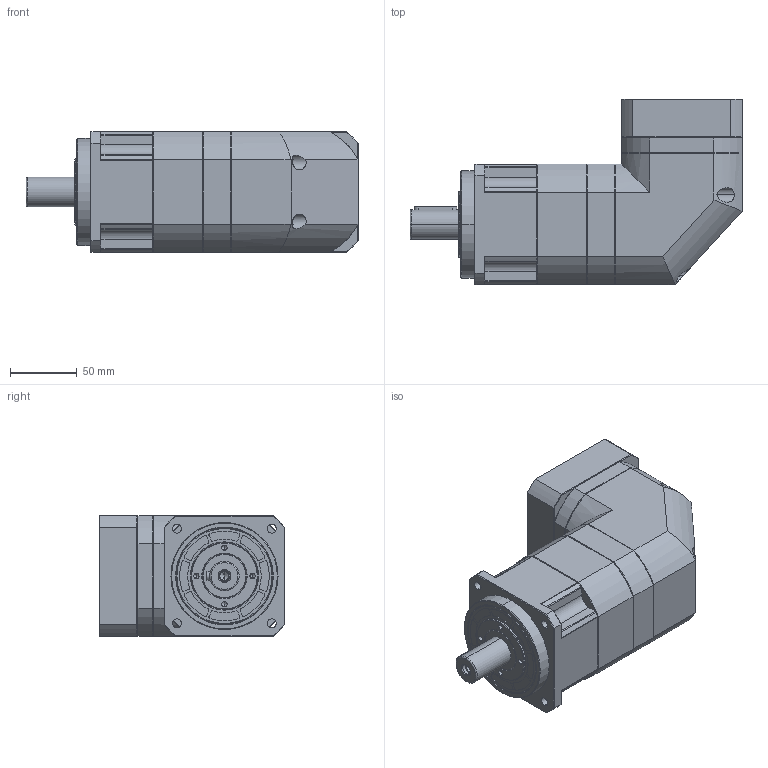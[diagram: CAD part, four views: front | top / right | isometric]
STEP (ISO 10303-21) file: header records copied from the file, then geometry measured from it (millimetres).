
FILE_DESCRIPTION((''),'2;1');
FILE_NAME('ASM0001_ASM','2024-06-17T09:48:27',('mayn'),(''),'CREO PARAMETRIC BY PTC INC, 2020053','CREO PARAMETRIC BY PTC INC, 2020053','');
FILE_SCHEMA(('CONFIG_CONTROL_DESIGN'));
Length unit declared in the file: millimetre
Products named in the file (21): HEXAGON_SOCKET_HEAD_CAP_SCR-935; HEX_SOCKET_SET_SCREWS_WITH_FLAT; SPRING_LOCK_WASHERS--NORM-20979; SPRING_LOCK_WASHERS--NORMAL-834; HEXAGON_SOCKET_HEAD_CAP_S-20932; ABR90190001; ABR900001; 40X50X500; ABR900002; ABR900003; HEXAGON_SOCKET_HEAD_CAP_S-11186; AKB90_D80-M6-100F90001; ABR900004; __10001; 500; _KB900001_ASM; HEXAGON_SOCKET_HEAD_CAP_SCR-884; AKB900001; ABR90L2-80-19-45-M0001_ASM; 19-16; ASM0001_ASM
Assembly tree (46 placements, depth 4):
  ASM0001_ASM
    ABR90L2-80-19-45-M0001_ASM
      HEXAGON_SOCKET_HEAD_CAP_SCR-935  x6
      HEX_SOCKET_SET_SCREWS_WITH_FLAT
      SPRING_LOCK_WASHERS--NORM-20979  x4
      SPRING_LOCK_WASHERS--NORMAL-834  x12
      HEXAGON_SOCKET_HEAD_CAP_S-20932  x6
      ABR90190001
      ABR900001
      40X50X500
      ABR900002
      ABR900003
      HEXAGON_SOCKET_HEAD_CAP_S-11186
      AKB90_D80-M6-100F90001
      ABR900004
      _KB900001_ASM
        __10001
        500
      HEXAGON_SOCKET_HEAD_CAP_SCR-884  x3
      AKB900001
    19-16
Bounding box: 248 x 138.5 x 90 mm (x, y, z)
Volume: 1602119 mm3; surface area: 240588.7 mm2
Topology: 44 solids, 44 shells, 1333 faces, 3315 edges, 2097 vertices
Faces by surface type: cylinder 564, plane 530, cone 191, torus 48
Entity records: 28939 total; most frequent: CARTESIAN_POINT 5647, DIRECTION 5246, ORIENTED_EDGE 4554, EDGE_CURVE 2277, AXIS2_PLACEMENT_3D 2140, VERTEX_POINT 1477, CIRCLE 1136, EDGE_LOOP 1046
